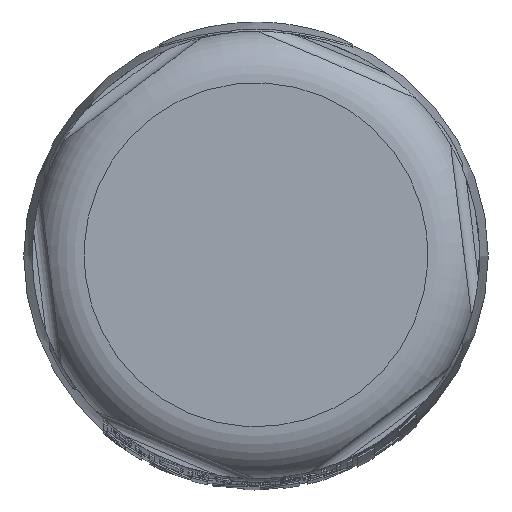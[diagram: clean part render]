
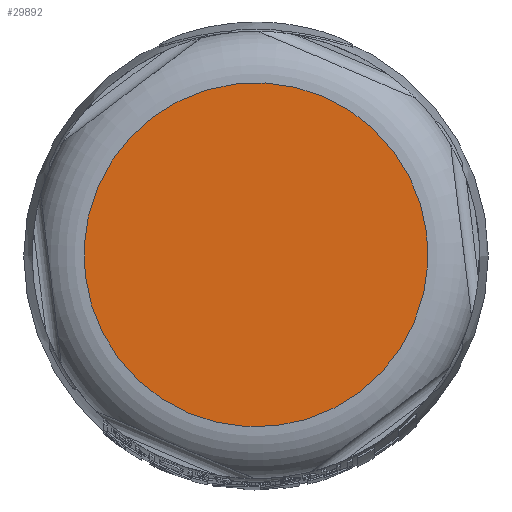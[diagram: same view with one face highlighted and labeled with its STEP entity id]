
A CAD part, top view. The second image highlights one B-rep face of the part: STEP entity #29892.
In plain terms, the highlighted planar face has unit normal (0, 0, 1).
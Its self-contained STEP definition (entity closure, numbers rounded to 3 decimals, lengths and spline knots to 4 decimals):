
#6913=FACE_OUTER_BOUND('',#8531,.T.);
#8531=EDGE_LOOP('',(#24516,#24517));
#10001=CIRCLE('',#32492,1.5);
#10002=CIRCLE('',#32493,1.5);
#12532=VERTEX_POINT('',#57117);
#12533=VERTEX_POINT('',#57119);
#16613=EDGE_CURVE('',#12532,#12533,#10001,.T.);
#16614=EDGE_CURVE('',#12533,#12532,#10002,.T.);
#24516=ORIENTED_EDGE('',*,*,#16614,.F.);
#24517=ORIENTED_EDGE('',*,*,#16613,.F.);
#26894=PLANE('',#32507);
#29892=ADVANCED_FACE('',(#6913),#26894,.T.);
#32492=AXIS2_PLACEMENT_3D('',#57120,#38670,#38671);
#32493=AXIS2_PLACEMENT_3D('',#57121,#38672,#38673);
#32507=AXIS2_PLACEMENT_3D('',#57196,#38705,#38706);
#38670=DIRECTION('center_axis',(0.,0.,
-1.));
#38671=DIRECTION('ref_axis',(-0.121,0.993,0.));
#38672=DIRECTION('center_axis',(0.,0.,
-1.));
#38673=DIRECTION('ref_axis',(-0.121,0.993,0.));
#38705=DIRECTION('center_axis',(0.,0.,
1.));
#38706=DIRECTION('ref_axis',(0.121,-0.993,0.));
#57117=CARTESIAN_POINT('',(0.1819,-1.4889,6.6684));
#57119=CARTESIAN_POINT('',(1.4889,0.1819,6.6684));
#57120=CARTESIAN_POINT('Origin',(0.,0.,
6.6684));
#57121=CARTESIAN_POINT('Origin',(0.,0.,
6.6684));
#57196=CARTESIAN_POINT('Origin',(1.4889,0.1819,6.6684));
